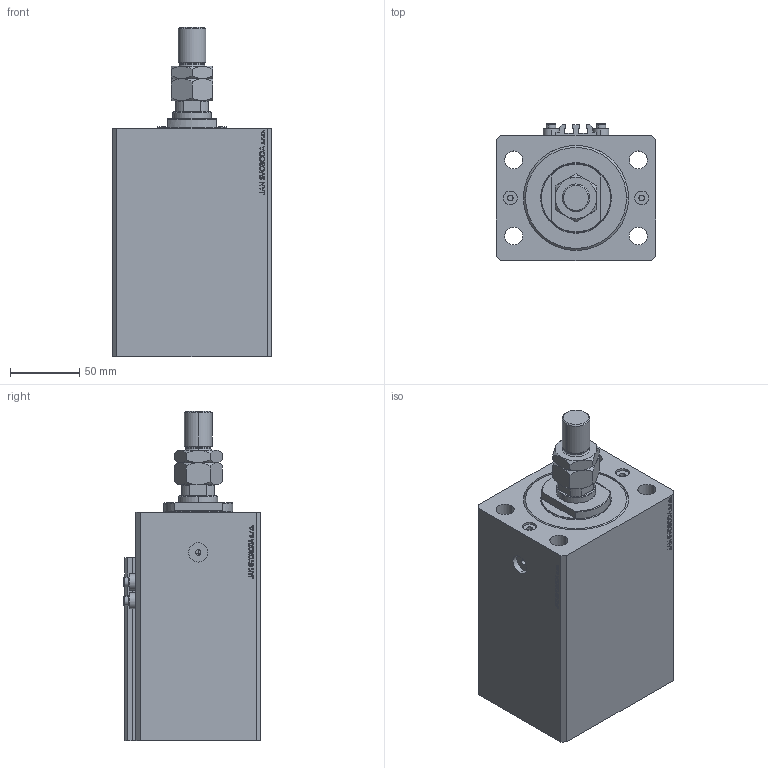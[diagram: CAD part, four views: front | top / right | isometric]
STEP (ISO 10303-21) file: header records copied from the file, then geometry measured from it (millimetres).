
FILE_DESCRIPTION (( 'STEP AP203' ), '1' );
FILE_NAME ('3b6b.STEP', '2021-03-16T18:58:03', ( '' ), ( '' ), 'SwSTEP 2.0', 'SolidWorks 2019', '' );
FILE_SCHEMA (( 'CONFIG_CONTROL_DESIGN' ));
Length unit declared in the file: millimetre
Products named in the file (6): V250CE_C_VCP 53ccccd849e8ccdedd81c1c9d2203117; MTA 53ccccd849e8ccdedd81c1c9d2203117; V250CE_C 53ccccd849e8ccdedd81c1c9d2203117; ALLEN BOLT V250CE 53ccccd849e8ccdedd81c1c9d2203117; V250CE_VC_C 53ccccd849e8ccdedd81c1c9d2203117; 3b6b
Assembly tree (8 placements, depth 2):
  3b6b
    V250CE_C 53ccccd849e8ccdedd81c1c9d2203117
    ALLEN BOLT V250CE 53ccccd849e8ccdedd81c1c9d2203117  x4
    V250CE_C_VCP 53ccccd849e8ccdedd81c1c9d2203117
    V250CE_VC_C 53ccccd849e8ccdedd81c1c9d2203117
    MTA 53ccccd849e8ccdedd81c1c9d2203117
Bounding box: 115 x 99 x 237.9 mm (x, y, z)
Volume: 1470137 mm3; surface area: 213342.5 mm2
Topology: 9 solids, 9 shells, 1083 faces, 2703 edges, 1757 vertices
Faces by surface type: plane 519, bspline 374, cylinder 90, cone 84, torus 16
Entity records: 48850 total; most frequent: CARTESIAN_POINT 26425, ORIENTED_EDGE 5096, DIRECTION 3220, EDGE_CURVE 2548, VERTEX_POINT 1673, LINE 1508, VECTOR 1508, EDGE_LOOP 1131
